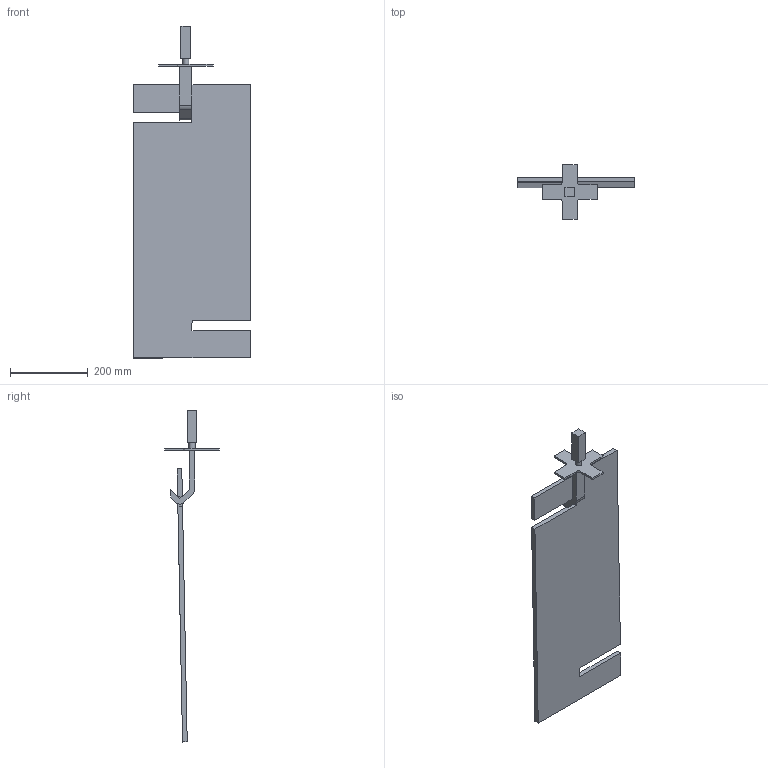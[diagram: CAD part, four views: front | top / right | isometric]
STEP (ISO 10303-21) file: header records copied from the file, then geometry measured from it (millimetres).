
FILE_DESCRIPTION(/* description */ (''),/* implementation_level */ '2;1');
FILE_NAME(/* name */ 'CasaGatoColgada.stp',/* time_stamp */ '2023-05-30T15:49:46-05:00',/* author */ ('WIN10'),/* organization */ (''),/* preprocessor_version */ 'ST-DEVELOPER v19',/* originating_system */ 'Autodesk Inventor 2023',/* authorisation */ '');
FILE_SCHEMA (('AUTOMOTIVE_DESIGN { 1 0 10303 214 3 1 1 }'));
Length unit declared in the file: millimetre
Products named in the file (3): CasaGatoColgada; Pieza1; CGV1 Pieza Base
Assembly tree (2 placements, depth 2):
  CasaGatoColgada
    Pieza1
    CGV1 Pieza Base
Bounding box: 300 x 140 x 851.85 mm (x, y, z)
Volume: 2605135.4 mm3; surface area: 482914.8 mm2
Topology: 2 solids, 2 shells, 50 faces, 129 edges, 86 vertices
Faces by surface type: plane 43, cylinder 7
Full cylindrical faces by diameter (mm): 15.8 x1
Entity records: 1621 total; most frequent: CARTESIAN_POINT 270, ORIENTED_EDGE 258, DIRECTION 253, EDGE_CURVE 129, LINE 115, VECTOR 115, VERTEX_POINT 86, AXIS2_PLACEMENT_3D 69
